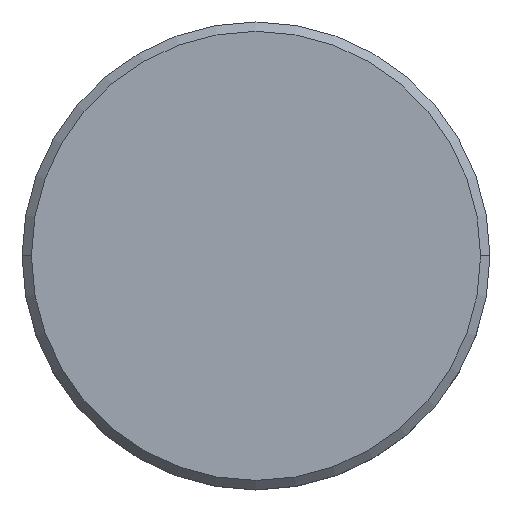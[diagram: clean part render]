
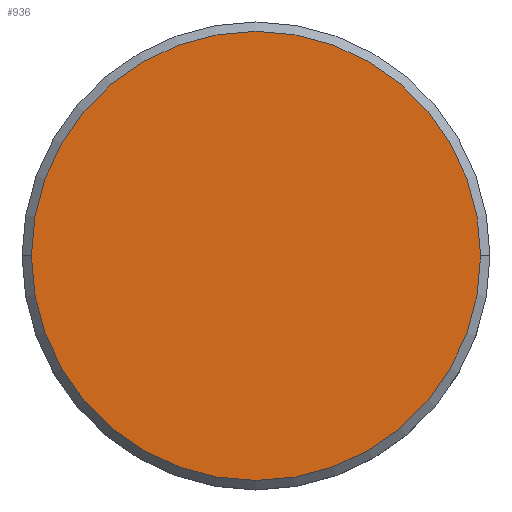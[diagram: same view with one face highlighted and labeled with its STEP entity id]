
A CAD part, top view. The second image highlights one B-rep face of the part: STEP entity #936.
In plain terms, the highlighted planar face has unit normal (0, 0, 1).
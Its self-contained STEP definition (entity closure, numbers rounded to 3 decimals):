
#29 = EDGE_CURVE ( 'NONE', #1108, #324, #363, .T. ) ;
#82 = AXIS2_PLACEMENT_3D ( 'NONE', #225, #583, #1038 ) ;
#95 = DIRECTION ( 'NONE',  ( 1., 0., 0. ) ) ;
#225 = CARTESIAN_POINT ( 'NONE',  ( 0., 0., 0. ) ) ;
#261 = CARTESIAN_POINT ( 'NONE',  ( 12., 0., 0. ) ) ;
#271 = EDGE_LOOP ( 'NONE', ( #1007, #1120 ) ) ;
#291 = CIRCLE ( 'NONE', #82, 12. ) ;
#324 = VERTEX_POINT ( 'NONE', #261 ) ;
#363 = CIRCLE ( 'NONE', #1128, 12. ) ;
#501 = FACE_OUTER_BOUND ( 'NONE', #271, .T. ) ;
#512 = DIRECTION ( 'NONE',  ( 0., 0., 1. ) ) ;
#513 = DIRECTION ( 'NONE',  ( 0., 0., 1. ) ) ;
#583 = DIRECTION ( 'NONE',  ( 0., 0., 1. ) ) ;
#628 = AXIS2_PLACEMENT_3D ( 'NONE', #1080, #512, #892 ) ;
#799 = PLANE ( 'NONE',  #628 ) ;
#838 = EDGE_CURVE ( 'NONE', #324, #1108, #291, .T. ) ;
#892 = DIRECTION ( 'NONE',  ( 1., 0., 0. ) ) ;
#936 = ADVANCED_FACE ( 'NONE', ( #501 ), #799, .T. ) ;
#998 = CARTESIAN_POINT ( 'NONE',  ( 0., 0., 0. ) ) ;
#1007 = ORIENTED_EDGE ( 'NONE', *, *, #29, .T. ) ;
#1014 = CARTESIAN_POINT ( 'NONE',  ( -12., 0., 0. ) ) ;
#1038 = DIRECTION ( 'NONE',  ( 1., 0., 0. ) ) ;
#1080 = CARTESIAN_POINT ( 'NONE',  ( 0., 0., 0. ) ) ;
#1108 = VERTEX_POINT ( 'NONE', #1014 ) ;
#1120 = ORIENTED_EDGE ( 'NONE', *, *, #838, .T. ) ;
#1128 = AXIS2_PLACEMENT_3D ( 'NONE', #998, #513, #95 ) ;
